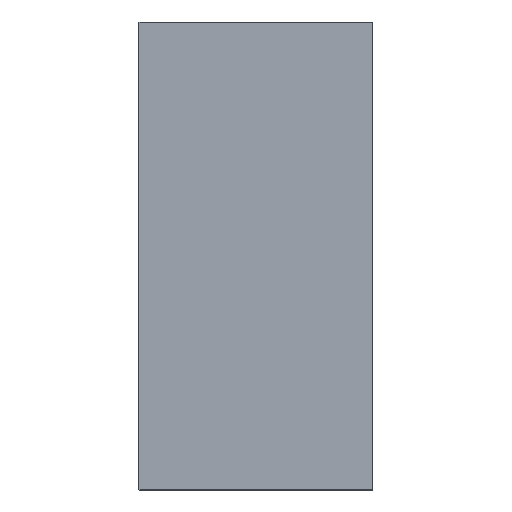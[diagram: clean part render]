
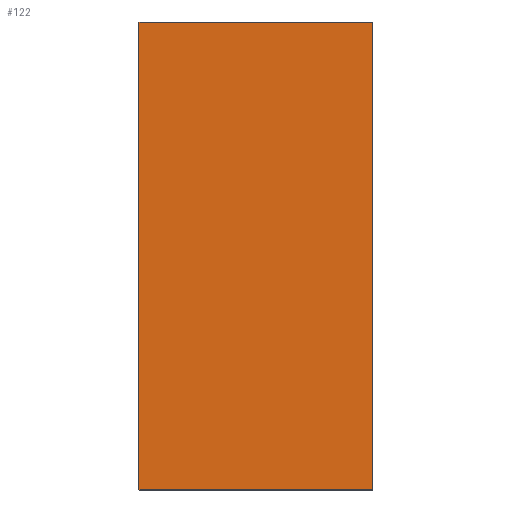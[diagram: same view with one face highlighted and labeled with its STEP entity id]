
A CAD part, left-side view. The second image highlights one B-rep face of the part: STEP entity #122.
In plain terms, the highlighted planar face has unit normal (-1, 0, 0).
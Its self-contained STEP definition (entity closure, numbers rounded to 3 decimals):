
#1 = LINE ( 'NONE', #82, #39 ) ;
#4 = ORIENTED_EDGE ( 'NONE', *, *, #161, .T. ) ;
#9 = LINE ( 'NONE', #86, #160 ) ;
#16 = ORIENTED_EDGE ( 'NONE', *, *, #128, .F. ) ;
#29 = VERTEX_POINT ( 'NONE', #190 ) ;
#39 = VECTOR ( 'NONE', #62, 1000. ) ;
#44 = CARTESIAN_POINT ( 'NONE',  ( -30., 0., -10. ) ) ;
#46 = ORIENTED_EDGE ( 'NONE', *, *, #153, .T. ) ;
#48 = EDGE_CURVE ( 'NONE', #29, #187, #1, .T. ) ;
#55 = FACE_OUTER_BOUND ( 'NONE', #144, .T. ) ;
#60 = VERTEX_POINT ( 'NONE', #44 ) ;
#62 = DIRECTION ( 'NONE',  ( 0., -1., 0. ) ) ;
#67 = CARTESIAN_POINT ( 'NONE',  ( -30., 10., -10. ) ) ;
#71 = CARTESIAN_POINT ( 'NONE',  ( -30., 10., -10. ) ) ;
#80 = AXIS2_PLACEMENT_3D ( 'NONE', #67, #101, #152 ) ;
#82 = CARTESIAN_POINT ( 'NONE',  ( -30., 10., 10. ) ) ;
#86 = CARTESIAN_POINT ( 'NONE',  ( -30., 10., -10. ) ) ;
#97 = CARTESIAN_POINT ( 'NONE',  ( -30., 0., 10. ) ) ;
#99 = DIRECTION ( 'NONE',  ( 0., 0., 1. ) ) ;
#101 = DIRECTION ( 'NONE',  ( 1., 0., 0. ) ) ;
#112 = VERTEX_POINT ( 'NONE', #71 ) ;
#119 = DIRECTION ( 'NONE',  ( 0., 0., 1. ) ) ;
#121 = VECTOR ( 'NONE', #99, 1000. ) ;
#122 = ADVANCED_FACE ( 'NONE', ( #55 ), #137, .F. ) ;
#128 = EDGE_CURVE ( 'NONE', #112, #29, #138, .T. ) ;
#137 = PLANE ( 'NONE',  #80 ) ;
#138 = LINE ( 'NONE', #195, #150 ) ;
#144 = EDGE_LOOP ( 'NONE', ( #46, #174, #16, #4 ) ) ;
#150 = VECTOR ( 'NONE', #119, 1000. ) ;
#152 = DIRECTION ( 'NONE',  ( 0., 0., -1. ) ) ;
#153 = EDGE_CURVE ( 'NONE', #60, #187, #167, .T. ) ;
#160 = VECTOR ( 'NONE', #193, 1000. ) ;
#161 = EDGE_CURVE ( 'NONE', #112, #60, #9, .T. ) ;
#167 = LINE ( 'NONE', #192, #121 ) ;
#174 = ORIENTED_EDGE ( 'NONE', *, *, #48, .F. ) ;
#187 = VERTEX_POINT ( 'NONE', #97 ) ;
#190 = CARTESIAN_POINT ( 'NONE',  ( -30., 10., 10. ) ) ;
#192 = CARTESIAN_POINT ( 'NONE',  ( -30., 0., -10. ) ) ;
#193 = DIRECTION ( 'NONE',  ( 0., -1., 0. ) ) ;
#195 = CARTESIAN_POINT ( 'NONE',  ( -30., 10., -10. ) ) ;
